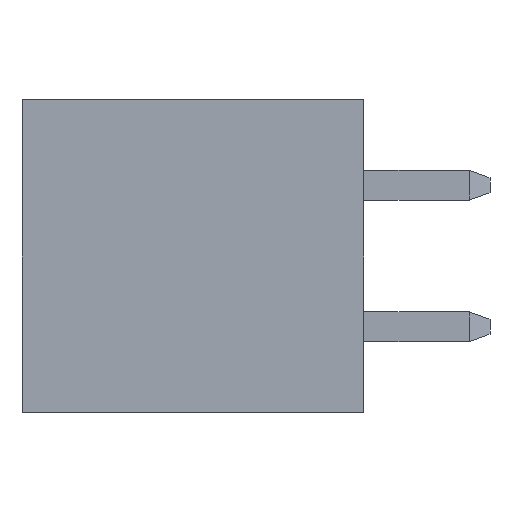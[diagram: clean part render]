
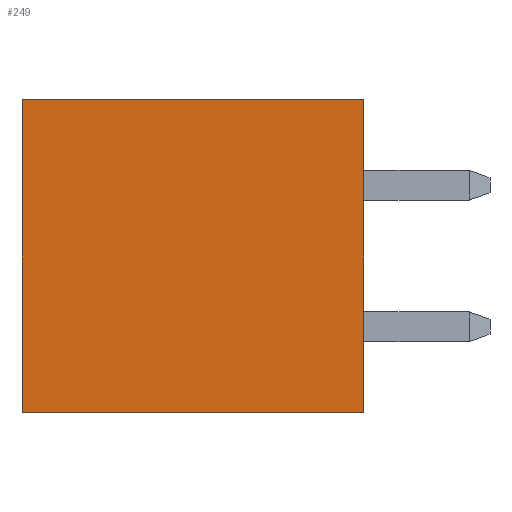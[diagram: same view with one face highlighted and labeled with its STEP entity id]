
A CAD part, front view. The second image highlights one B-rep face of the part: STEP entity #249.
In plain terms, the highlighted planar face has unit normal (0, -1, 0).
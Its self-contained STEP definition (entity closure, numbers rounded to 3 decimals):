
#249 = ADVANCED_FACE( '', ( #532 ), #533, .F. );
#532 = FACE_OUTER_BOUND( '', #836, .T. );
#533 = PLANE( '', #837 );
#836 = EDGE_LOOP( '', ( #1527, #1528, #1529, #1530 ) );
#837 = AXIS2_PLACEMENT_3D( '', #1531, #1532, #1533 );
#1527 = ORIENTED_EDGE( '', *, *, #1960, .T. );
#1528 = ORIENTED_EDGE( '', *, *, #1907, .T. );
#1529 = ORIENTED_EDGE( '', *, *, #2011, .F. );
#1530 = ORIENTED_EDGE( '', *, *, #1869, .F. );
#1531 = CARTESIAN_POINT( '', ( -282.427, 3.86, 42.723 ) );
#1532 = DIRECTION( '', ( 0., 1., 0. ) );
#1533 = DIRECTION( '', ( 1., 0., 0. ) );
#1869 = EDGE_CURVE( '', #2264, #2265, #2266, .T. );
#1907 = EDGE_CURVE( '', #2330, #2327, #2331, .T. );
#1960 = EDGE_CURVE( '', #2264, #2330, #2411, .T. );
#2011 = EDGE_CURVE( '', #2265, #2327, #2479, .T. );
#2264 = VERTEX_POINT( '', #2810 );
#2265 = VERTEX_POINT( '', #2811 );
#2266 = LINE( '', #2812, #2813 );
#2327 = VERTEX_POINT( '', #2902 );
#2330 = VERTEX_POINT( '', #2906 );
#2331 = LINE( '', #2907, #2908 );
#2411 = LINE( '', #3029, #3030 );
#2479 = LINE( '', #3132, #3133 );
#2810 = CARTESIAN_POINT( '', ( -291.627, 3.86, 39.378 ) );
#2811 = CARTESIAN_POINT( '', ( -282.427, 3.86, 39.378 ) );
#2812 = CARTESIAN_POINT( '', ( -282.427, 3.86, 39.378 ) );
#2813 = VECTOR( '', #3342, 1000. );
#2902 = CARTESIAN_POINT( '', ( -282.427, 3.86, 30.958 ) );
#2906 = CARTESIAN_POINT( '', ( -291.627, 3.86, 30.958 ) );
#2907 = CARTESIAN_POINT( '', ( -282.427, 3.86, 30.958 ) );
#2908 = VECTOR( '', #3381, 1000. );
#3029 = CARTESIAN_POINT( '', ( -291.627, 3.86, 42.723 ) );
#3030 = VECTOR( '', #3426, 1000. );
#3132 = CARTESIAN_POINT( '', ( -282.427, 3.86, 39.223 ) );
#3133 = VECTOR( '', #3467, 1000. );
#3342 = DIRECTION( '', ( 1., 0., 0. ) );
#3381 = DIRECTION( '', ( 1., 0., 0. ) );
#3426 = DIRECTION( '', ( 0., 0., -1. ) );
#3467 = DIRECTION( '', ( 0., 0., -1. ) );
